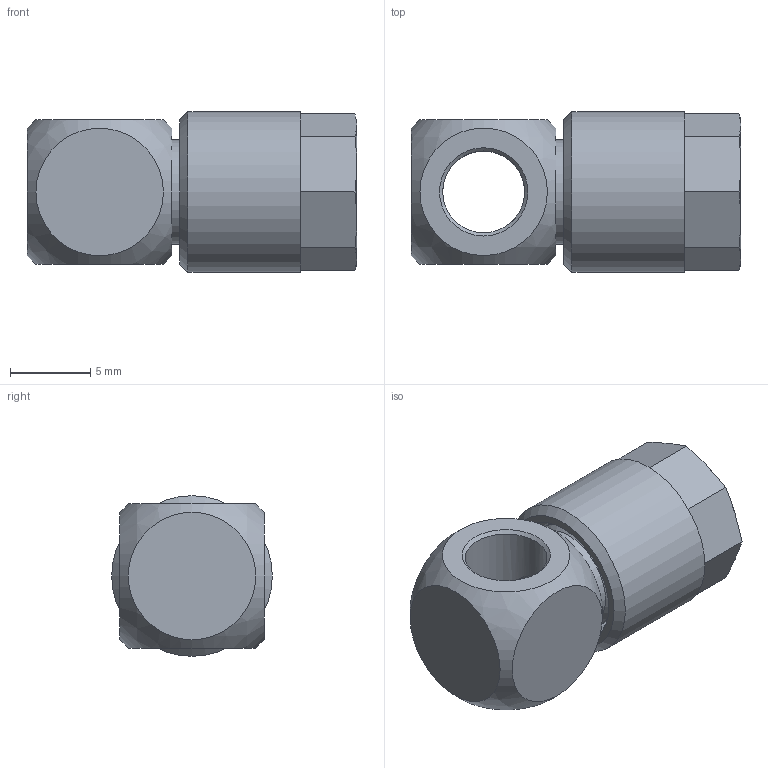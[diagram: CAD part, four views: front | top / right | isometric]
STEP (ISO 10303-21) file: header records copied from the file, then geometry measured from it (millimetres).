
FILE_DESCRIPTION(/* description */ (''),/* implementation_level */ '2;1');
FILE_NAME(/* name */ 'lk_54_msv.stp',/* time_stamp */ '2017-09-22T10:36:07+02:00',/* author */ ('Hamoud'),/* organization */ (''),/* preprocessor_version */ 'ST-DEVELOPER v15.6',/* originating_system */ 'Autodesk Inventor LT ',/* authorisation */ '');
FILE_SCHEMA (('AUTOMOTIVE_DESIGN { 1 0 10303 214 3 1 1 }'));
Length unit declared in the file: millimetre
Products named in the file (1): lk_54_msv
Bounding box: 20.5 x 10 x 10 mm (x, y, z)
Volume: 1076.8 mm3; surface area: 1510 mm2
Topology: 2 solids, 2 shells, 49 faces, 107 edges, 69 vertices
Faces by surface type: plane 21, cone 17, cylinder 9, sphere 1, torus 1
Full cylindrical faces by diameter (mm): 3 x1, 4.5 x1, 5.1 x1, 6 x1, 6.5 x1, 7.08 x2, 8 x1, 10 x1
Entity records: 1889 total; most frequent: CARTESIAN_POINT 934, DIRECTION 196, ORIENTED_EDGE 146, AXIS2_PLACEMENT_3D 90, EDGE_LOOP 84, EDGE_CURVE 73, VERTEX_POINT 57, FACE_OUTER_BOUND 49
